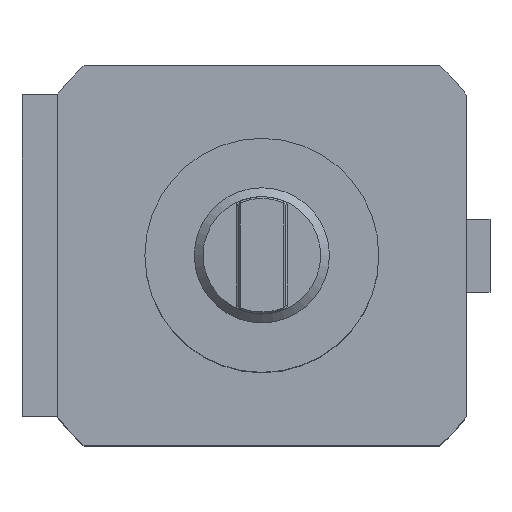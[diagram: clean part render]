
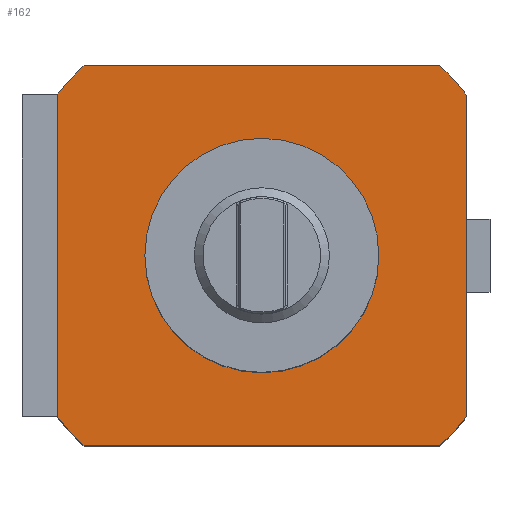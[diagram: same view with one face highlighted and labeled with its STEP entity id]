
A CAD part, top view. The second image highlights one B-rep face of the part: STEP entity #162.
In plain terms, the highlighted planar face has unit normal (0, 0, 1).
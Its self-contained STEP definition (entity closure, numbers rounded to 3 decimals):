
#162=ADVANCED_FACE('',(#355,#356),#357,.F.);
#355=FACE_BOUND('',#572,.T.);
#356=FACE_OUTER_BOUND('',#573,.T.);
#357=PLANE('',#574);
#572=EDGE_LOOP('',(#979));
#573=EDGE_LOOP('',(#980,#981,#982,#983,#984,#985,#986,#987,#988,#989));
#574=AXIS2_PLACEMENT_3D('',#990,#991,#992);
#979=ORIENTED_EDGE('',*,*,#1354,.T.);
#980=ORIENTED_EDGE('',*,*,#1355,.F.);
#981=ORIENTED_EDGE('',*,*,#1356,.F.);
#982=ORIENTED_EDGE('',*,*,#1357,.F.);
#983=ORIENTED_EDGE('',*,*,#1358,.F.);
#984=ORIENTED_EDGE('',*,*,#1236,.F.);
#985=ORIENTED_EDGE('',*,*,#1303,.F.);
#986=ORIENTED_EDGE('',*,*,#1198,.F.);
#987=ORIENTED_EDGE('',*,*,#1306,.F.);
#988=ORIENTED_EDGE('',*,*,#1359,.F.);
#989=ORIENTED_EDGE('',*,*,#1335,.F.);
#990=CARTESIAN_POINT('',(0.,0.,0.0));
#991=DIRECTION('',(0.0,0.0,-1.0));
#992=DIRECTION('',(-1.0,0.0,0.0));
#1198=EDGE_CURVE('',#1401,#1404,#1405,.T.);
#1236=EDGE_CURVE('',#1472,#1473,#1474,.T.);
#1303=EDGE_CURVE('',#1404,#1472,#1576,.T.);
#1306=EDGE_CURVE('',#1579,#1401,#1581,.T.);
#1335=EDGE_CURVE('',#1622,#1623,#1624,.T.);
#1354=EDGE_CURVE('',#1647,#1647,#1648,.T.);
#1355=EDGE_CURVE('',#1649,#1622,#1650,.T.);
#1356=EDGE_CURVE('',#1651,#1649,#1652,.T.);
#1357=EDGE_CURVE('',#1653,#1651,#1654,.T.);
#1358=EDGE_CURVE('',#1473,#1653,#1655,.T.);
#1359=EDGE_CURVE('',#1623,#1579,#1656,.T.);
#1401=VERTEX_POINT('',#1701);
#1404=VERTEX_POINT('',#1705);
#1405=LINE('',#1706,#1707);
#1472=VERTEX_POINT('',#1856);
#1473=VERTEX_POINT('',#1857);
#1474=CIRCLE('',#1858,89.0);
#1576=LINE('',#2011,#2012);
#1579=VERTEX_POINT('',#2016);
#1581=LINE('',#2019,#2020);
#1622=VERTEX_POINT('',#2082);
#1623=VERTEX_POINT('',#2083);
#1624=LINE('',#2084,#2085);
#1647=VERTEX_POINT('',#2121);
#1648=CIRCLE('',#2122,40.0);
#1649=VERTEX_POINT('',#2123);
#1650=CIRCLE('',#2124,89.0);
#1651=VERTEX_POINT('',#2125);
#1652=LINE('',#2126,#2127);
#1653=VERTEX_POINT('',#2128);
#1654=CIRCLE('',#2129,89.0);
#1655=LINE('',#2130,#2131);
#1656=CIRCLE('',#2132,89.0);
#1701=CARTESIAN_POINT('',(70.0,12.5,0.0));
#1705=CARTESIAN_POINT('',(70.0,-12.5,0.0));
#1706=CARTESIAN_POINT('',(70.0,54.964,0.0));
#1707=VECTOR('',#2198,1000.0);
#1856=CARTESIAN_POINT('',(70.0,-54.964,0.0));
#1857=CARTESIAN_POINT('',(60.795,-65.0,0.0));
#1858=AXIS2_PLACEMENT_3D('',#2241,#2242,#2243);
#2011=CARTESIAN_POINT('',(70.0,54.964,0.0));
#2012=VECTOR('',#2331,1000.0);
#2016=CARTESIAN_POINT('',(70.0,54.964,0.0));
#2019=CARTESIAN_POINT('',(70.0,54.964,0.0));
#2020=VECTOR('',#2334,1000.0);
#2082=CARTESIAN_POINT('',(-60.795,65.0,0.0));
#2083=CARTESIAN_POINT('',(60.795,65.0,0.0));
#2084=CARTESIAN_POINT('',(-60.795,65.0,0.0));
#2085=VECTOR('',#2368,1000.0);
#2121=CARTESIAN_POINT('',(40.0,0.0,0.0));
#2122=AXIS2_PLACEMENT_3D('',#2382,#2383,#2384);
#2123=CARTESIAN_POINT('',(-70.0,54.964,0.0));
#2124=AXIS2_PLACEMENT_3D('',#2385,#2386,#2387);
#2125=CARTESIAN_POINT('',(-70.0,-54.964,0.0));
#2126=CARTESIAN_POINT('',(-70.0,-54.964,0.0));
#2127=VECTOR('',#2388,1000.0);
#2128=CARTESIAN_POINT('',(-60.795,-65.0,0.0));
#2129=AXIS2_PLACEMENT_3D('',#2389,#2390,#2391);
#2130=CARTESIAN_POINT('',(60.795,-65.0,0.0));
#2131=VECTOR('',#2392,1000.0);
#2132=AXIS2_PLACEMENT_3D('',#2393,#2394,#2395);
#2198=DIRECTION('',(0.,-1.0,0.0));
#2241=CARTESIAN_POINT('',(0.,0.,0.0));
#2242=DIRECTION('',(0.0,0.0,-1.0));
#2243=DIRECTION('',(1.0,0.0,0.0));
#2331=DIRECTION('',(0.,-1.0,0.0));
#2334=DIRECTION('',(0.,-1.0,0.0));
#2368=DIRECTION('',(1.0,0.,0.0));
#2382=CARTESIAN_POINT('',(0.0,0.0,0.0));
#2383=DIRECTION('',(0.0,0.0,-1.0));
#2384=DIRECTION('',(1.0,0.0,0.0));
#2385=CARTESIAN_POINT('',(0.,0.,0.0));
#2386=DIRECTION('',(0.0,0.0,-1.0));
#2387=DIRECTION('',(1.0,0.0,0.0));
#2388=DIRECTION('',(0.0,1.0,0.0));
#2389=CARTESIAN_POINT('',(0.,0.,0.0));
#2390=DIRECTION('',(0.0,0.0,-1.0));
#2391=DIRECTION('',(1.0,0.0,0.0));
#2392=DIRECTION('',(-1.0,0.,0.0));
#2393=CARTESIAN_POINT('',(0.,0.,0.0));
#2394=DIRECTION('',(0.0,0.0,-1.0));
#2395=DIRECTION('',(1.0,0.0,0.0));
